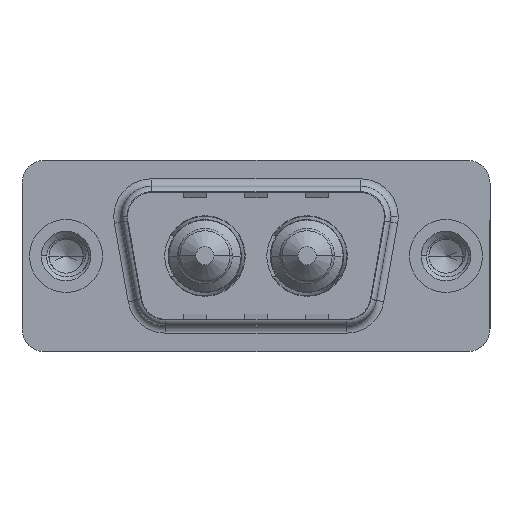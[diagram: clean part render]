
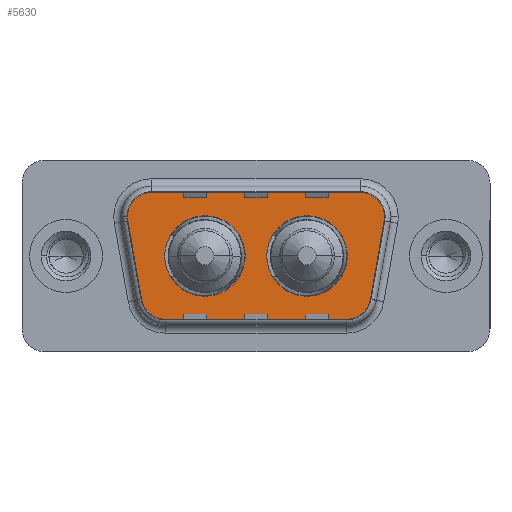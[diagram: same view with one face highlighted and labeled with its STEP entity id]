
A CAD part, top view. The second image highlights one B-rep face of the part: STEP entity #5630.
In plain terms, the highlighted planar face has unit normal (0, 0, 1).
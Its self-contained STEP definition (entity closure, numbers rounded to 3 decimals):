
#118 = FACE_OUTER_BOUND ( 'NONE', #10132, .T. ) ;
#155 = CIRCLE ( 'NONE', #7454, 2. ) ;
#260 = CARTESIAN_POINT ( 'NONE',  ( 6.459, -2.9, 0. ) ) ;
#311 = EDGE_CURVE ( 'NONE', #11338, #11581, #1111, .T. ) ;
#487 = DIRECTION ( 'NONE',  ( 1., 0., 0. ) ) ;
#611 = CARTESIAN_POINT ( 'NONE',  ( 4.489, -3.247, 0. ) ) ;
#881 = EDGE_CURVE ( 'NONE', #9999, #2337, #8748, .T. ) ;
#913 = CARTESIAN_POINT ( 'NONE',  ( 5.436, 4.9, 0. ) ) ;
#1009 = DIRECTION ( 'NONE',  ( 1., 0., 0. ) ) ;
#1011 = DIRECTION ( 'NONE',  ( 1., 0., 0. ) ) ;
#1111 = CIRCLE ( 'NONE', #10185, 2. ) ;
#1462 = CIRCLE ( 'NONE', #10521, 2.65 ) ;
#1475 = CIRCLE ( 'NONE', #3856, 2.65 ) ;
#1597 = EDGE_CURVE ( 'NONE', #6842, #2072, #1462, .T. ) ;
#1686 = CARTESIAN_POINT ( 'NONE',  ( 18.541, -2.9, 0. ) ) ;
#1706 = CARTESIAN_POINT ( 'NONE',  ( 19.564, 2.9, 0. ) ) ;
#1750 = ORIENTED_EDGE ( 'NONE', *, *, #2850, .T. ) ;
#1833 = CARTESIAN_POINT ( 'NONE',  ( 15.86, 0., 0. ) ) ;
#1864 = AXIS2_PLACEMENT_3D ( 'NONE', #9605, #11079, #1009 ) ;
#1936 = DIRECTION ( 'NONE',  ( 0.174, -0.985, 0. ) ) ;
#2072 = VERTEX_POINT ( 'NONE', #3326 ) ;
#2207 = EDGE_CURVE ( 'NONE', #11581, #8559, #10758, .T. ) ;
#2286 = ORIENTED_EDGE ( 'NONE', *, *, #11114, .T. ) ;
#2337 = VERTEX_POINT ( 'NONE', #7385 ) ;
#2359 = CIRCLE ( 'NONE', #6501, 2. ) ;
#2486 = ORIENTED_EDGE ( 'NONE', *, *, #5136, .F. ) ;
#2557 = CARTESIAN_POINT ( 'NONE',  ( 20.511, -3.247, 0. ) ) ;
#2593 = DIRECTION ( 'NONE',  ( 0., 0., 1. ) ) ;
#2656 = DIRECTION ( 'NONE',  ( -1., 0., 0. ) ) ;
#2775 = PLANE ( 'NONE',  #5245 ) ;
#2850 = EDGE_CURVE ( 'NONE', #7610, #11338, #5916, .T. ) ;
#2854 = CARTESIAN_POINT ( 'NONE',  ( 21.534, 2.553, 0. ) ) ;
#3326 = CARTESIAN_POINT ( 'NONE',  ( 6.49, 0., 0. ) ) ;
#3551 = CARTESIAN_POINT ( 'NONE',  ( 13.21, 0., 0. ) ) ;
#3673 = VECTOR ( 'NONE', #1936, 1000. ) ;
#3737 = VERTEX_POINT ( 'NONE', #9453 ) ;
#3856 = AXIS2_PLACEMENT_3D ( 'NONE', #8335, #2593, #9307 ) ;
#3863 = DIRECTION ( 'NONE',  ( 1., 0., 0. ) ) ;
#3864 = ORIENTED_EDGE ( 'NONE', *, *, #9691, .T. ) ;
#4233 = CARTESIAN_POINT ( 'NONE',  ( 21.534, 2.553, 0. ) ) ;
#4367 = CIRCLE ( 'NONE', #1864, 2.65 ) ;
#4763 = DIRECTION ( 'NONE',  ( 0., 0., 1. ) ) ;
#5136 = EDGE_CURVE ( 'NONE', #2072, #6842, #4367, .T. ) ;
#5245 = AXIS2_PLACEMENT_3D ( 'NONE', #1686, #9625, #12212 ) ;
#5299 = CARTESIAN_POINT ( 'NONE',  ( 5.436, 2.9, 0. ) ) ;
#5328 = CARTESIAN_POINT ( 'NONE',  ( 9.14, 0., 0. ) ) ;
#5630 = ADVANCED_FACE ( 'NONE', ( #7747, #7443, #118 ), #2775, .T. ) ;
#5666 = EDGE_CURVE ( 'NONE', #8559, #3737, #2359, .T. ) ;
#5856 = CARTESIAN_POINT ( 'NONE',  ( 11.79, 0., 0. ) ) ;
#5916 = LINE ( 'NONE', #913, #10137 ) ;
#5923 = VERTEX_POINT ( 'NONE', #6414 ) ;
#6163 = LINE ( 'NONE', #2854, #9032 ) ;
#6214 = DIRECTION ( 'NONE',  ( 0., 0., 1. ) ) ;
#6284 = CARTESIAN_POINT ( 'NONE',  ( 6.459, -4.9, 0. ) ) ;
#6414 = CARTESIAN_POINT ( 'NONE',  ( 21.564, 2.9, 0. ) ) ;
#6455 = DIRECTION ( 'NONE',  ( -1., 0., 0. ) ) ;
#6501 = AXIS2_PLACEMENT_3D ( 'NONE', #260, #11395, #12159 ) ;
#6585 = VERTEX_POINT ( 'NONE', #2557 ) ;
#6611 = EDGE_CURVE ( 'NONE', #2337, #9999, #1475, .T. ) ;
#6825 = CARTESIAN_POINT ( 'NONE',  ( 19.564, 4.9, 0. ) ) ;
#6842 = VERTEX_POINT ( 'NONE', #5856 ) ;
#6923 = ORIENTED_EDGE ( 'NONE', *, *, #10926, .T. ) ;
#7029 = DIRECTION ( 'NONE',  ( 0., 0., 1. ) ) ;
#7151 = DIRECTION ( 'NONE',  ( 0., 0., 1. ) ) ;
#7383 = ORIENTED_EDGE ( 'NONE', *, *, #6611, .F. ) ;
#7385 = CARTESIAN_POINT ( 'NONE',  ( 18.51, 0., 0. ) ) ;
#7443 = FACE_BOUND ( 'NONE', #12092, .T. ) ;
#7454 = AXIS2_PLACEMENT_3D ( 'NONE', #1706, #8398, #2656 ) ;
#7610 = VERTEX_POINT ( 'NONE', #6825 ) ;
#7747 = FACE_BOUND ( 'NONE', #11190, .T. ) ;
#7992 = EDGE_CURVE ( 'NONE', #5923, #7610, #8323, .T. ) ;
#8323 = CIRCLE ( 'NONE', #10760, 2. ) ;
#8335 = CARTESIAN_POINT ( 'NONE',  ( 15.86, 0., 0. ) ) ;
#8398 = DIRECTION ( 'NONE',  ( 0., 0., 1. ) ) ;
#8406 = CIRCLE ( 'NONE', #12247, 2. ) ;
#8413 = VECTOR ( 'NONE', #12087, 1000. ) ;
#8559 = VERTEX_POINT ( 'NONE', #611 ) ;
#8607 = DIRECTION ( 'NONE',  ( 0.174, 0.985, 0. ) ) ;
#8672 = ORIENTED_EDGE ( 'NONE', *, *, #5666, .T. ) ;
#8748 = CIRCLE ( 'NONE', #9714, 2.65 ) ;
#9020 = CARTESIAN_POINT ( 'NONE',  ( 3.466, 2.553, 0. ) ) ;
#9032 = VECTOR ( 'NONE', #8607, 1000. ) ;
#9126 = DIRECTION ( 'NONE',  ( 1., 0., 0. ) ) ;
#9307 = DIRECTION ( 'NONE',  ( 1., 0., 0. ) ) ;
#9371 = EDGE_CURVE ( 'NONE', #3737, #10670, #10989, .T. ) ;
#9397 = ORIENTED_EDGE ( 'NONE', *, *, #7992, .T. ) ;
#9399 = CARTESIAN_POINT ( 'NONE',  ( 3.466, 2.553, 0. ) ) ;
#9453 = CARTESIAN_POINT ( 'NONE',  ( 6.459, -4.9, 0. ) ) ;
#9605 = CARTESIAN_POINT ( 'NONE',  ( 9.14, 0., 0. ) ) ;
#9625 = DIRECTION ( 'NONE',  ( 0., 0., 1. ) ) ;
#9691 = EDGE_CURVE ( 'NONE', #6585, #9841, #6163, .T. ) ;
#9714 = AXIS2_PLACEMENT_3D ( 'NONE', #1833, #7029, #9126 ) ;
#9841 = VERTEX_POINT ( 'NONE', #4233 ) ;
#9911 = ORIENTED_EDGE ( 'NONE', *, *, #311, .T. ) ;
#9999 = VERTEX_POINT ( 'NONE', #3551 ) ;
#10132 = EDGE_LOOP ( 'NONE', ( #6923, #3864, #2286, #9397, #1750, #9911, #11482, #8672, #10360 ) ) ;
#10137 = VECTOR ( 'NONE', #6455, 1000. ) ;
#10185 = AXIS2_PLACEMENT_3D ( 'NONE', #5299, #11072, #3863 ) ;
#10360 = ORIENTED_EDGE ( 'NONE', *, *, #9371, .T. ) ;
#10521 = AXIS2_PLACEMENT_3D ( 'NONE', #5328, #7151, #1011 ) ;
#10533 = CARTESIAN_POINT ( 'NONE',  ( 19.564, 2.9, 0. ) ) ;
#10670 = VERTEX_POINT ( 'NONE', #12107 ) ;
#10758 = LINE ( 'NONE', #9399, #3673 ) ;
#10760 = AXIS2_PLACEMENT_3D ( 'NONE', #10533, #4763, #11494 ) ;
#10926 = EDGE_CURVE ( 'NONE', #10670, #6585, #8406, .T. ) ;
#10944 = ORIENTED_EDGE ( 'NONE', *, *, #1597, .F. ) ;
#10989 = LINE ( 'NONE', #6284, #8413 ) ;
#11072 = DIRECTION ( 'NONE',  ( 0., 0., 1. ) ) ;
#11079 = DIRECTION ( 'NONE',  ( 0., 0., 1. ) ) ;
#11114 = EDGE_CURVE ( 'NONE', #9841, #5923, #155, .T. ) ;
#11190 = EDGE_LOOP ( 'NONE', ( #7383, #12378 ) ) ;
#11338 = VERTEX_POINT ( 'NONE', #11604 ) ;
#11395 = DIRECTION ( 'NONE',  ( 0., 0., 1. ) ) ;
#11482 = ORIENTED_EDGE ( 'NONE', *, *, #2207, .T. ) ;
#11494 = DIRECTION ( 'NONE',  ( -1., 0., 0. ) ) ;
#11581 = VERTEX_POINT ( 'NONE', #9020 ) ;
#11604 = CARTESIAN_POINT ( 'NONE',  ( 5.436, 4.9, 0. ) ) ;
#12001 = CARTESIAN_POINT ( 'NONE',  ( 18.541, -2.9, 0. ) ) ;
#12087 = DIRECTION ( 'NONE',  ( 1., 0., 0. ) ) ;
#12092 = EDGE_LOOP ( 'NONE', ( #10944, #2486 ) ) ;
#12107 = CARTESIAN_POINT ( 'NONE',  ( 18.541, -4.9, 0. ) ) ;
#12159 = DIRECTION ( 'NONE',  ( -1., 0., 0. ) ) ;
#12212 = DIRECTION ( 'NONE',  ( 1., 0., 0. ) ) ;
#12247 = AXIS2_PLACEMENT_3D ( 'NONE', #12001, #6214, #487 ) ;
#12378 = ORIENTED_EDGE ( 'NONE', *, *, #881, .F. ) ;
